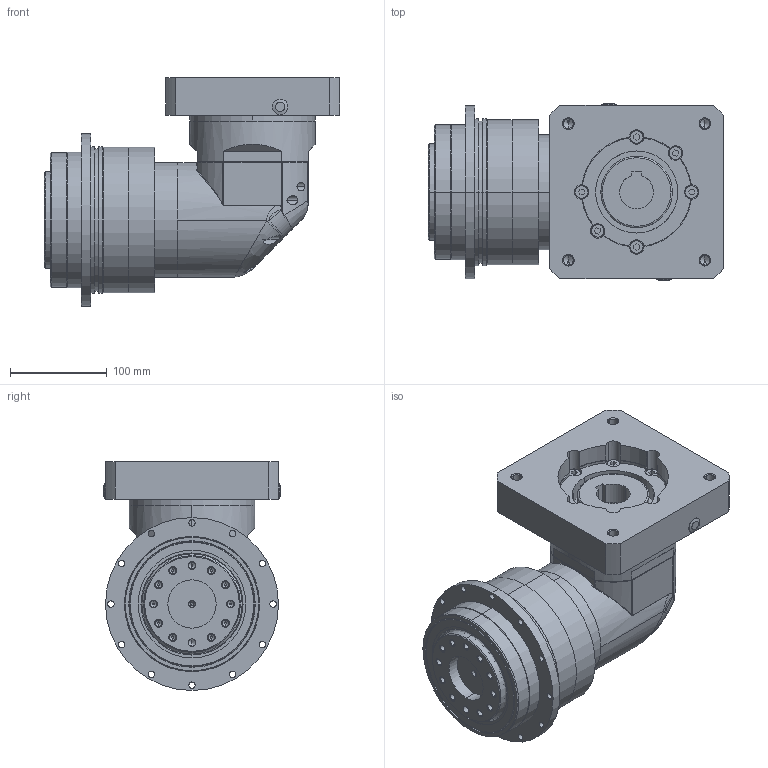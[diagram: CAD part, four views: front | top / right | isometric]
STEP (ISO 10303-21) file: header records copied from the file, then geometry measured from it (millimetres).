
FILE_DESCRIPTION (( 'STEP AP203' ), '1' );
FILE_NAME ('GPDR140-L2-(35-114.3-200-M12).STEP', '2024-07-15T03:39:12', ( '' ), ( '' ), 'SwSTEP 2.0', 'SolidWorks 2019', '' );
FILE_SCHEMA (( 'CONFIG_CONTROL_DESIGN' ));
Length unit declared in the file: millimetre
Products named in the file (1): GPDR140-L2-(35-114.3-200-M12)
Bounding box: 305.5 x 183 x 237 mm (x, y, z)
Volume: 4447430.1 mm3; surface area: 505354.6 mm2
Topology: 16 solids, 17 shells, 719 faces, 1738 edges, 1067 vertices
Faces by surface type: cylinder 253, plane 185, cone 154, bspline 105, torus 22
Entity records: 32071 total; most frequent: CARTESIAN_POINT 15889, ORIENTED_EDGE 3408, DIRECTION 3232, EDGE_CURVE 1704, AXIS2_PLACEMENT_3D 1294, VERTEX_POINT 1067, EDGE_LOOP 847, FACE_OUTER_BOUND 719
